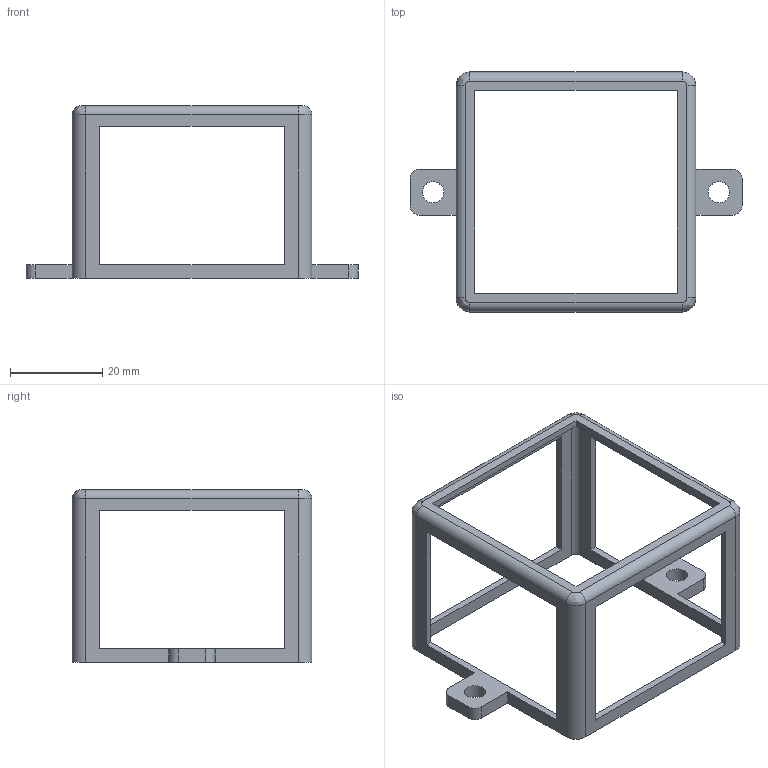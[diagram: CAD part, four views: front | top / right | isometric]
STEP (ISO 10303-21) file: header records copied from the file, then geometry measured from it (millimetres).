
FILE_DESCRIPTION(/* description */ (''),/* implementation_level */ '2;1');
FILE_NAME(/* name */ 'Nest Box Cam Clamp.step',/* time_stamp */ '2023-02-18T16:11:35-08:00',/* author */ (''),/* organization */ (''),/* preprocessor_version */ 'ST-DEVELOPER v19.2',/* originating_system */ 'Autodesk Translation Framework v11.17.0.187',/* authorisation */ '');
FILE_SCHEMA (('AUTOMOTIVE_DESIGN { 1 0 10303 214 3 1 1 }'));
Length unit declared in the file: millimetre
Products named in the file (2): Nest Box Cam Clamp; Nest Box Camera Clamp
Assembly tree (1 placements, depth 2):
  Nest Box Cam Clamp
    Nest Box Camera Clamp
Bounding box: 72 x 52 x 37.5 mm (x, y, z)
Volume: 4958.1 mm3; surface area: 7941.9 mm2
Topology: 1 solids, 1 shells, 59 faces, 166 edges, 108 vertices
Faces by surface type: plane 37, cylinder 18, bspline 4
Full cylindrical faces by diameter (mm): 4.6 x2
Entity records: 1993 total; most frequent: CARTESIAN_POINT 368, ORIENTED_EDGE 332, DIRECTION 322, EDGE_CURVE 166, LINE 126, VECTOR 126, VERTEX_POINT 108, AXIS2_PLACEMENT_3D 98
